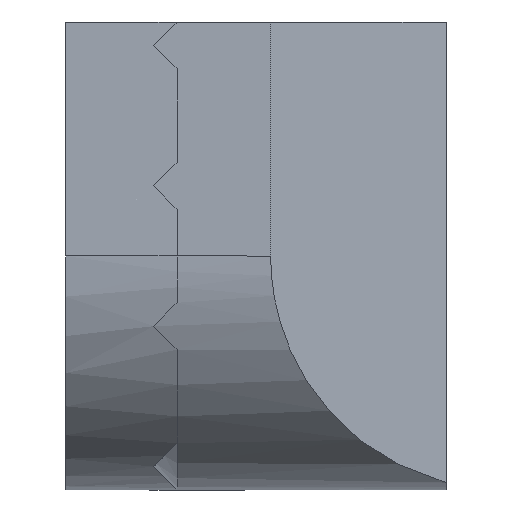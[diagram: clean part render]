
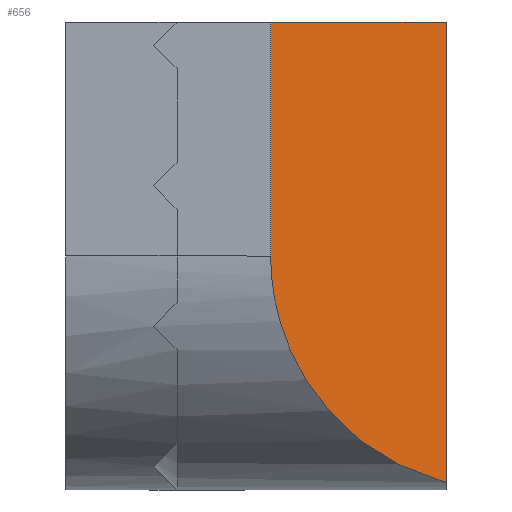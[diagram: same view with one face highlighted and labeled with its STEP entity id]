
A CAD part, left-side view. The second image highlights one B-rep face of the part: STEP entity #656.
In plain terms, the highlighted planar face has unit normal (-0.707, -0.707, 0).
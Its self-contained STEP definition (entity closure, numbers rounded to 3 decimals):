
#83 = CARTESIAN_POINT ( 'NONE',  ( 0., -2., 8. ) ) ;
#109 = DIRECTION ( 'NONE',  ( -0.707, 0.707, 0. ) ) ;
#122 = VERTEX_POINT ( 'NONE', #476 ) ;
#161 = DIRECTION ( 'NONE',  ( 0.707, 0.707, 0. ) ) ;
#173 = VECTOR ( 'NONE', #539, 1000. ) ;
#179 = FACE_OUTER_BOUND ( 'NONE', #253, .T. ) ;
#229 = ORIENTED_EDGE ( 'NONE', *, *, #867, .F. ) ;
#253 = EDGE_LOOP ( 'NONE', ( #229, #420, #1288, #553 ) ) ;
#254 = VERTEX_POINT ( 'NONE', #906 ) ;
#287 = DIRECTION ( 'NONE',  ( -0.707, 0.707, 0. ) ) ;
#315 = CARTESIAN_POINT ( 'NONE',  ( 3., -5., 8. ) ) ;
#368 = EDGE_CURVE ( 'NONE', #254, #122, #644, .T. ) ;
#369 = VERTEX_POINT ( 'NONE', #403 ) ;
#403 = CARTESIAN_POINT ( 'NONE',  ( 0., -2., 4. ) ) ;
#408 = CARTESIAN_POINT ( 'NONE',  ( 0., -2., 8. ) ) ;
#410 = CARTESIAN_POINT ( 'NONE',  ( 0., -2., 2.102 ) ) ;
#420 = ORIENTED_EDGE ( 'NONE', *, *, #368, .F. ) ;
#423 = EDGE_CURVE ( 'NONE', #254, #542, #424, .T. ) ;
#424 = LINE ( 'NONE', #315, #894 ) ;
#476 = CARTESIAN_POINT ( 'NONE',  ( 3., -5., 0.127 ) ) ;
#527 = AXIS2_PLACEMENT_3D ( 'NONE', #83, #161, #287 ) ;
#539 = DIRECTION ( 'NONE',  ( 0., 0., -1. ) ) ;
#542 = VERTEX_POINT ( 'NONE', #674 ) ;
#553 = ORIENTED_EDGE ( 'NONE', *, *, #1196, .F. ) ;
#599 = PLANE ( 'NONE',  #527 ) ;
#644 = LINE ( 'NONE', #1346, #173 ) ;
#656 = ADVANCED_FACE ( 'NONE', ( #179 ), #599, .F. ) ;
#674 = CARTESIAN_POINT ( 'NONE',  ( 0., -2., 8. ) ) ;
#830 = CARTESIAN_POINT ( 'NONE',  ( 0., -2., 4. ) ) ;
#853 = DIRECTION ( 'NONE',  ( 0., 0., 1. ) ) ;
#867 = EDGE_CURVE ( 'NONE', #122, #369, #1157, .T. ) ;
#894 = VECTOR ( 'NONE', #109, 1000. ) ;
#906 = CARTESIAN_POINT ( 'NONE',  ( 3., -5., 8. ) ) ;
#928 = CARTESIAN_POINT ( 'NONE',  ( 3., -5., 0.127 ) ) ;
#1060 = LINE ( 'NONE', #408, #1217 ) ;
#1157 =( BOUNDED_CURVE ( )  B_SPLINE_CURVE ( 3, ( #928, #1351, #410, #830 ),
 .UNSPECIFIED., .F., .T. ) 
 B_SPLINE_CURVE_WITH_KNOTS ( ( 4, 4 ),
 ( 1.823, 3.142 ),
 .UNSPECIFIED. ) 
 CURVE ( )  GEOMETRIC_REPRESENTATION_ITEM ( )  RATIONAL_B_SPLINE_CURVE ( ( 1., 0.86, 0.86, 1. ) ) 
 REPRESENTATION_ITEM ( '' )  );
#1196 = EDGE_CURVE ( 'NONE', #369, #542, #1060, .T. ) ;
#1217 = VECTOR ( 'NONE', #853, 1000. ) ;
#1288 = ORIENTED_EDGE ( 'NONE', *, *, #423, .T. ) ;
#1346 = CARTESIAN_POINT ( 'NONE',  ( 3., -5., 8. ) ) ;
#1351 = CARTESIAN_POINT ( 'NONE',  ( 1.162, -3.162, 0.602 ) ) ;
